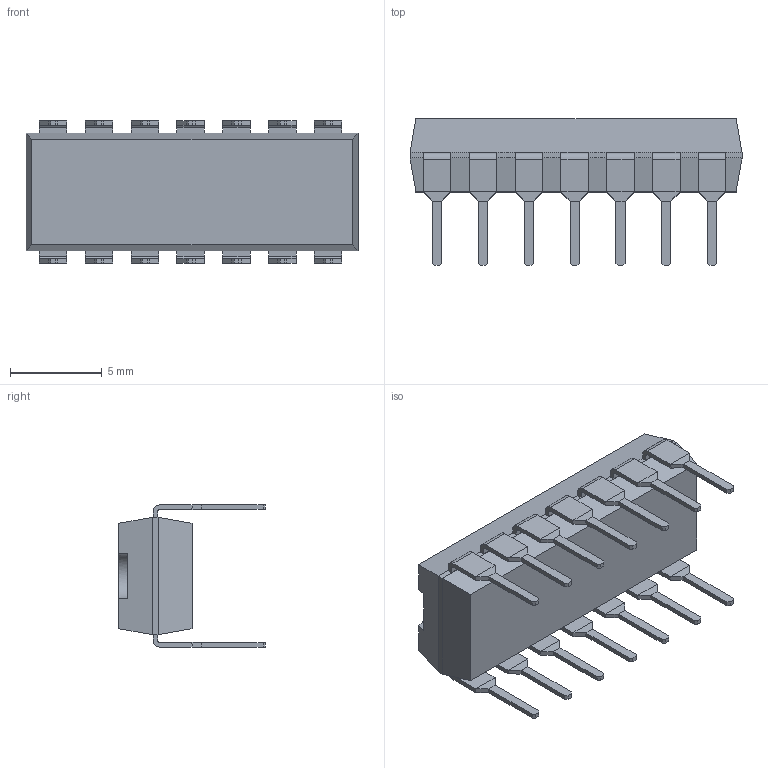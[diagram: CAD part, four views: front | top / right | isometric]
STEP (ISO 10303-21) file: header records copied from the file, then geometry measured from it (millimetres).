
FILE_DESCRIPTION (( 'STEP AP214' ), '1' );
FILE_NAME ('User Library-DIP14-300-metric.STEP', '2012-09-04T08:33:41', ( 'Solidworks' ), ( 'Solidworks' ), 'SwSTEP 2.0', 'SolidWorks 2012', '' );
FILE_SCHEMA (( 'AUTOMOTIVE_DESIGN' ));
Length unit declared in the file: millimetre
Products named in the file (1): User Library-DIP14-300-metric
Bounding box: 18.1 x 8 x 7.76 mm (x, y, z)
Volume: 454.1 mm3; surface area: 602.8 mm2
Topology: 1 solids, 1 shells, 282 faces, 678 edges, 412 vertices
Faces by surface type: plane 253, cylinder 29
Entity records: 11056 total; most frequent: CARTESIAN_POINT 1379, ORIENTED_EDGE 1356, DIRECTION 1300, EDGE_CURVE 678, LINE 618, VECTOR 618, VERTEX_POINT 412, AXIS2_PLACEMENT_3D 341
